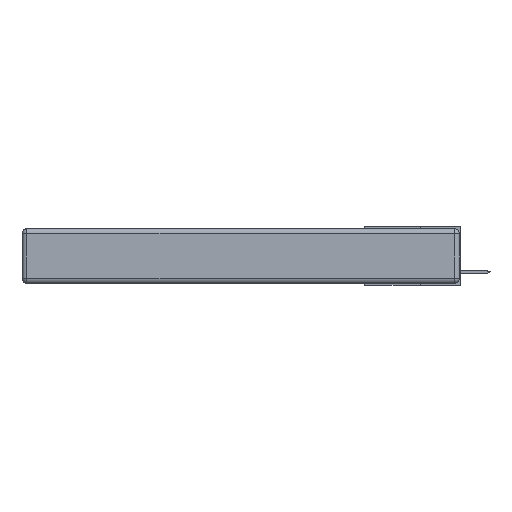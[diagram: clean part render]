
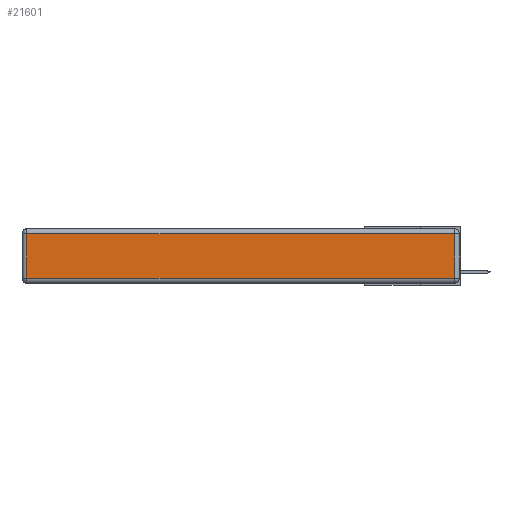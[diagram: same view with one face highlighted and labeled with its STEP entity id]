
A CAD part, left-side view. The second image highlights one B-rep face of the part: STEP entity #21601.
In plain terms, the highlighted planar face has unit normal (-1, 0, 0).
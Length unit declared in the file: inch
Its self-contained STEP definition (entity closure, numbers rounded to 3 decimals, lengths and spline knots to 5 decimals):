
#663 = CARTESIAN_POINT ( 'NONE',  ( 0., 0.03, -0.313 ) ) ;
#1284 = EDGE_CURVE ( 'NONE', #20752, #30261, #9450, .T. ) ;
#1571 = EDGE_LOOP ( 'NONE', ( #18960, #12316, #8789, #29997 ) ) ;
#2237 = VERTEX_POINT ( 'NONE', #663 ) ;
#2618 = DIRECTION ( 'NONE',  ( 0., 1., 0. ) ) ;
#3652 = CARTESIAN_POINT ( 'NONE',  ( 0., 2.72, -0.343 ) ) ;
#4741 = VECTOR ( 'NONE', #6430, 39.37008 ) ;
#5531 = CARTESIAN_POINT ( 'NONE',  ( 0., 0.03, -0.03 ) ) ;
#6430 = DIRECTION ( 'NONE',  ( 0., -1., 0. ) ) ;
#8564 = EDGE_CURVE ( 'NONE', #2237, #14684, #27945, .T. ) ;
#8789 = ORIENTED_EDGE ( 'NONE', *, *, #10138, .T. ) ;
#9450 = LINE ( 'NONE', #3652, #22501 ) ;
#10138 = EDGE_CURVE ( 'NONE', #14684, #20752, #19911, .T. ) ;
#10816 = CARTESIAN_POINT ( 'NONE',  ( 0., 2.72, -0.313 ) ) ;
#11051 = VECTOR ( 'NONE', #11106, 39.37008 ) ;
#11106 = DIRECTION ( 'NONE',  ( 0., 0., 1. ) ) ;
#11147 = AXIS2_PLACEMENT_3D ( 'NONE', #11356, #30439, #28142 ) ;
#11356 = CARTESIAN_POINT ( 'NONE',  ( 0., 0., -0.343 ) ) ;
#11570 = PLANE ( 'NONE',  #11147 ) ;
#12316 = ORIENTED_EDGE ( 'NONE', *, *, #8564, .T. ) ;
#14028 = CARTESIAN_POINT ( 'NONE',  ( 0., 2.75, -0.03 ) ) ;
#14684 = VERTEX_POINT ( 'NONE', #5531 ) ;
#18649 = CARTESIAN_POINT ( 'NONE',  ( 0., 0.03, -0.343 ) ) ;
#18960 = ORIENTED_EDGE ( 'NONE', *, *, #26088, .T. ) ;
#19911 = LINE ( 'NONE', #14028, #20666 ) ;
#20666 = VECTOR ( 'NONE', #2618, 39.37008 ) ;
#20752 = VERTEX_POINT ( 'NONE', #26552 ) ;
#21023 = DIRECTION ( 'NONE',  ( 0., 0., -1. ) ) ;
#21601 = ADVANCED_FACE ( 'NONE', ( #25340 ), #11570, .T. ) ;
#22501 = VECTOR ( 'NONE', #21023, 39.37008 ) ;
#25340 = FACE_OUTER_BOUND ( 'NONE', #1571, .T. ) ;
#26088 = EDGE_CURVE ( 'NONE', #30261, #2237, #29446, .T. ) ;
#26552 = CARTESIAN_POINT ( 'NONE',  ( 0., 2.72, -0.03 ) ) ;
#27945 = LINE ( 'NONE', #18649, #11051 ) ;
#28113 = CARTESIAN_POINT ( 'NONE',  ( 0., 0., -0.313 ) ) ;
#28142 = DIRECTION ( 'NONE',  ( 0., 0., 1. ) ) ;
#29446 = LINE ( 'NONE', #28113, #4741 ) ;
#29997 = ORIENTED_EDGE ( 'NONE', *, *, #1284, .T. ) ;
#30261 = VERTEX_POINT ( 'NONE', #10816 ) ;
#30439 = DIRECTION ( 'NONE',  ( -1., 0., 0. ) ) ;
